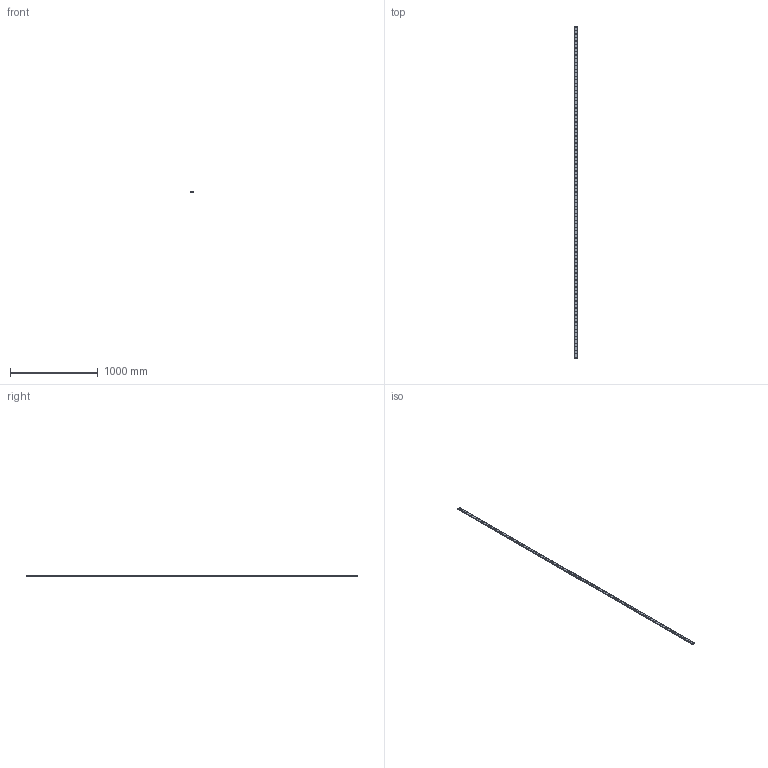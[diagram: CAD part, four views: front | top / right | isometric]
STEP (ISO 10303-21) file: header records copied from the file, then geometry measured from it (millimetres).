
FILE_DESCRIPTION(('STEP AP214'),'1');
FILE_NAME('cctmp_C948180C-B577-445D-9453-27FF2DB667B8_2021_03_02_11_38_49_0700..stp','2021-03-02T10:38:50',('HIWIN GmbH'),('CADClick - www.CADClick.com'),'Spatial InterOp 3D',' ','unknown authorization');
FILE_SCHEMA(('AUTOMOTIVE_DESIGN'));
Length unit declared in the file: millimetre
Products named in the file (1): WER17R3780H_FILE
Bounding box: 33 x 3780 x 9.3 mm (x, y, z)
Volume: 1043808.7 mm3; surface area: 369549.8 mm2
Topology: 1 solids, 1 shells, 1813 faces, 3711 edges, 2474 vertices
Faces by surface type: cylinder 1158, plane 655
Entity records: 63429 total; most frequent: DIRECTION 9655, CARTESIAN_POINT 7999, ORIENTED_EDGE 7422, AXIS2_PLACEMENT_3D 4130, EDGE_CURVE 3711, VERTEX_POINT 2474, EDGE_LOOP 2387, CIRCLE 2316
